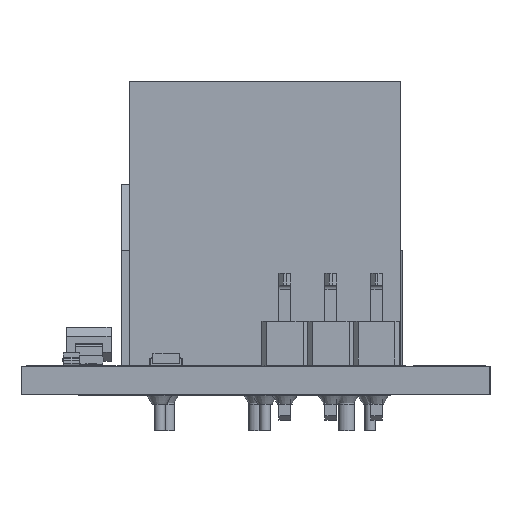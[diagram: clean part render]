
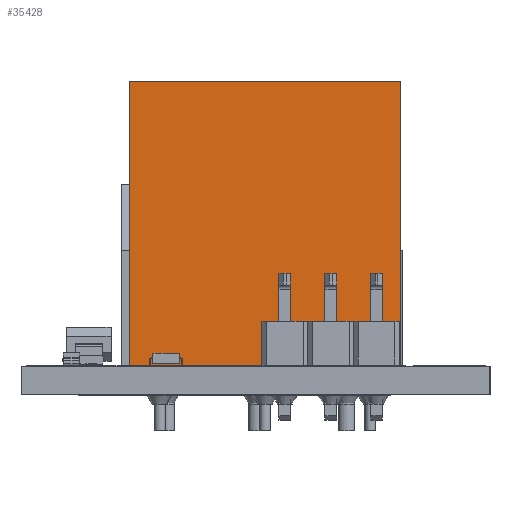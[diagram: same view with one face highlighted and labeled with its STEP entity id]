
A CAD part, left-side view. The second image highlights one B-rep face of the part: STEP entity #35428.
In plain terms, the highlighted planar face has unit normal (-1, 0, 0).
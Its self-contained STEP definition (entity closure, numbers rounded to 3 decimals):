
#2058=PLANE('',#36940);
#3869=FACE_OUTER_BOUND('',#5963,.T.);
#5963=EDGE_LOOP('',(#31886,#31887,#31888,#31889));
#9426=LINE('',#50823,#12719);
#10796=LINE('',#60424,#14089);
#10797=LINE('',#60427,#14090);
#10798=LINE('',#60428,#14091);
#12719=VECTOR('',#39880,10.);
#14089=VECTOR('',#41940,10.);
#14090=VECTOR('',#41943,10.);
#14091=VECTOR('',#41944,10.);
#16004=VERTEX_POINT('',#50820);
#16005=VERTEX_POINT('',#50822);
#17614=VERTEX_POINT('',#60420);
#17616=VERTEX_POINT('',#60426);
#20061=EDGE_CURVE('',#16004,#16005,#9426,.T.);
#22477=EDGE_CURVE('',#17614,#16005,#10796,.T.);
#22478=EDGE_CURVE('',#17616,#17614,#10797,.T.);
#22479=EDGE_CURVE('',#17616,#16004,#10798,.T.);
#31886=ORIENTED_EDGE('',*,*,#22478,.T.);
#31887=ORIENTED_EDGE('',*,*,#22477,.T.);
#31888=ORIENTED_EDGE('',*,*,#20061,.F.);
#31889=ORIENTED_EDGE('',*,*,#22479,.F.);
#35428=ADVANCED_FACE('',(#3869),#2058,.T.);
#36940=AXIS2_PLACEMENT_3D('',#60425,#41941,#41942);
#39880=DIRECTION('',(0.,-1.,0.));
#41940=DIRECTION('',(0.,0.,1.));
#41941=DIRECTION('center_axis',(-1.,0.,0.));
#41942=DIRECTION('ref_axis',(0.,-1.,0.));
#41943=DIRECTION('',(0.,-1.,0.));
#41944=DIRECTION('',(0.,0.,1.));
#50820=CARTESIAN_POINT('',(-9.35,7.55,15.8));
#50822=CARTESIAN_POINT('',(-9.35,-7.55,15.8));
#50823=CARTESIAN_POINT('',(-9.35,7.55,15.8));
#60420=CARTESIAN_POINT('',(-9.35,-7.55,0.));
#60424=CARTESIAN_POINT('',(-9.35,-7.55,0.));
#60425=CARTESIAN_POINT('Origin',(-9.35,7.55,0.));
#60426=CARTESIAN_POINT('',(-9.35,7.55,0.));
#60427=CARTESIAN_POINT('',(-9.35,7.55,0.));
#60428=CARTESIAN_POINT('',(-9.35,7.55,0.));
